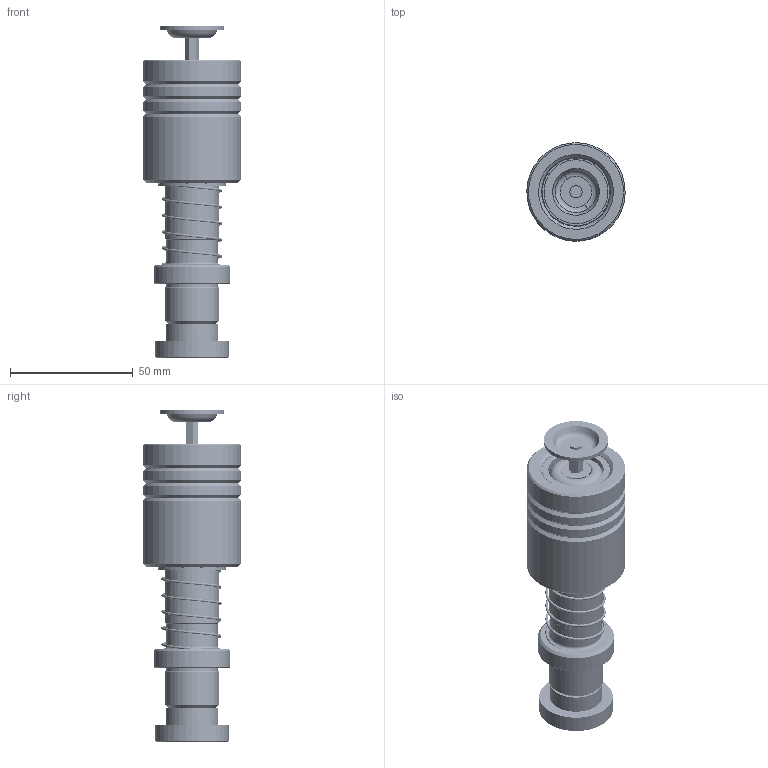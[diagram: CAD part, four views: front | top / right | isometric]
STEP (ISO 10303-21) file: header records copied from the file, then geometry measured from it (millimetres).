
FILE_DESCRIPTION (( 'STEP AP214' ), '1' );
FILE_NAME ('HMSH(HMJH)-D22-L90(BL-50).STEP', '2021-08-17T01:05:41', ( '' ), ( '' ), 'SwSTEP 2.0', 'SolidWorks 2016', '' );
FILE_SCHEMA (( 'AUTOMOTIVE_DESIGN' ));
Length unit declared in the file: millimetre
Products named in the file (265): BALL-D3; GTM-3-縐种; TBB-D40-d28-L50; BSH-27.5-22.5-L50; HMSH(HMJH)-D22-L90(BL-50); GTM-26郪蚾; GTM-M10蹟簽; DRPM-D22-L90; BSH-D27.5-22.5-L50郪蚾; DRPM蹟簽D22; GTM-26; HWP-D24.5-d22.5-L40
Assembly tree (257 placements, depth 3):
  BALL-D3
  BALL-D3
  BALL-D3
  BALL-D3
  BALL-D3
Bounding box: 39.96 x 39.96 x 135 mm (x, y, z)
Volume: 86401.1 mm3; surface area: 50084.6 mm2
Topology: 250 solids, 250 shells, 1186 faces, 4921 edges, 3261 vertices
Faces by surface type: sphere 968, cylinder 68, plane 51, cone 46, torus 32, bspline 21
Entity records: 52409 total; most frequent: CARTESIAN_POINT 29589, ORIENTED_EDGE 4000, DIRECTION 3513, EDGE_CURVE 2000, AXIS2_PLACEMENT_3D 1659, VERTEX_POINT 1305, EDGE_LOOP 1189, B_SPLINE_CURVE_WITH_KNOTS 1068
